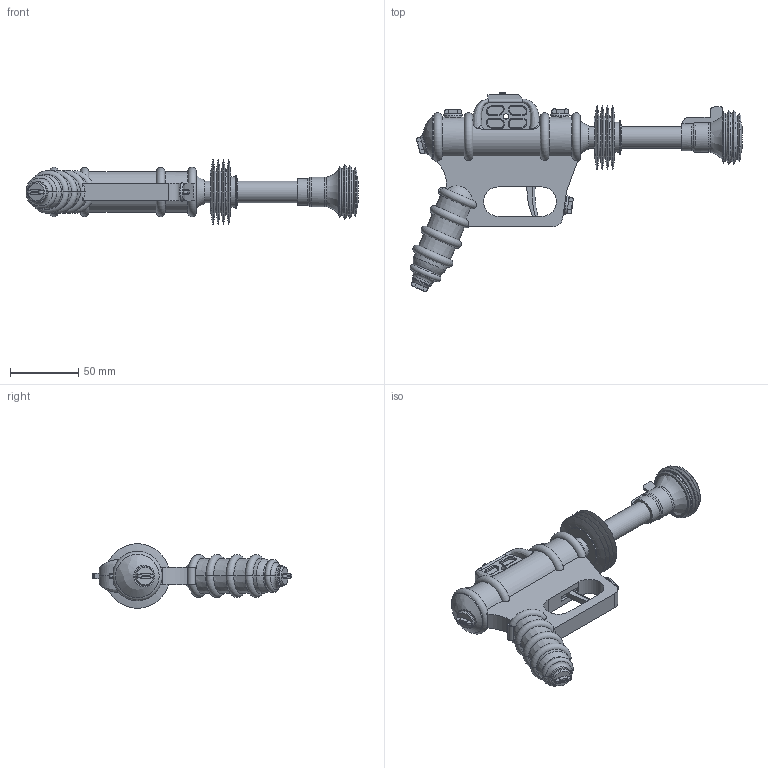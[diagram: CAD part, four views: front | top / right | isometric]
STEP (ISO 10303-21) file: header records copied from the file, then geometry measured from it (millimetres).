
FILE_DESCRIPTION(/* description */ (''),/* implementation_level */ '2;1');
FILE_NAME(/* name */ 'assembly.step',/* time_stamp */ '2021-08-25T12:28:08+00:00',/* author */ (''),/* organization */ (''),/* preprocessor_version */ 'ST-DEVELOPER v18.1',/* originating_system */ 'Autodesk Translation Framework v10.6.0.1341',/* authorisation */ '');
FILE_SCHEMA (('AUTOMOTIVE_DESIGN { 1 0 10303 214 3 1 1 }'));
Length unit declared in the file: centimetre
Products named in the file (10): Untitled; Barrel; Muzzle; Intensity_Ring; Handle; Chasis; Trigger; Stock; Wing_Nuts; Wing_nut
Assembly tree (13 placements, depth 3):
  Untitled
    Barrel
    Muzzle
    Intensity_Ring
    Handle
    Chasis
    Trigger
    Stock
    Wing_Nuts
      Wing_nut  x5
Bounding box: 244.09 x 146.56 x 47.51 mm (x, y, z)
Volume: 187394.2 mm3; surface area: 94872.9 mm2
Topology: 14 solids, 14 shells, 565 faces, 1391 edges, 889 vertices
Faces by surface type: plane 271, cylinder 144, torus 74, bspline 43, cone 27, sphere 6
Full cylindrical faces by diameter (mm): 1.55 x1, 4 x2, 5.961 x1, 6 x8, 12.844 x5, 14 x1, 16 x3, 19.519 x1, 19.883 x1, 22.098 x1, 31.193 x5, 32.013 x1
Entity records: 23787 total; most frequent: CARTESIAN_POINT 12454, DIRECTION 2353, ORIENTED_EDGE 2298, EDGE_CURVE 1149, AXIS2_PLACEMENT_3D 901, VERTEX_POINT 737, LINE 551, VECTOR 551
